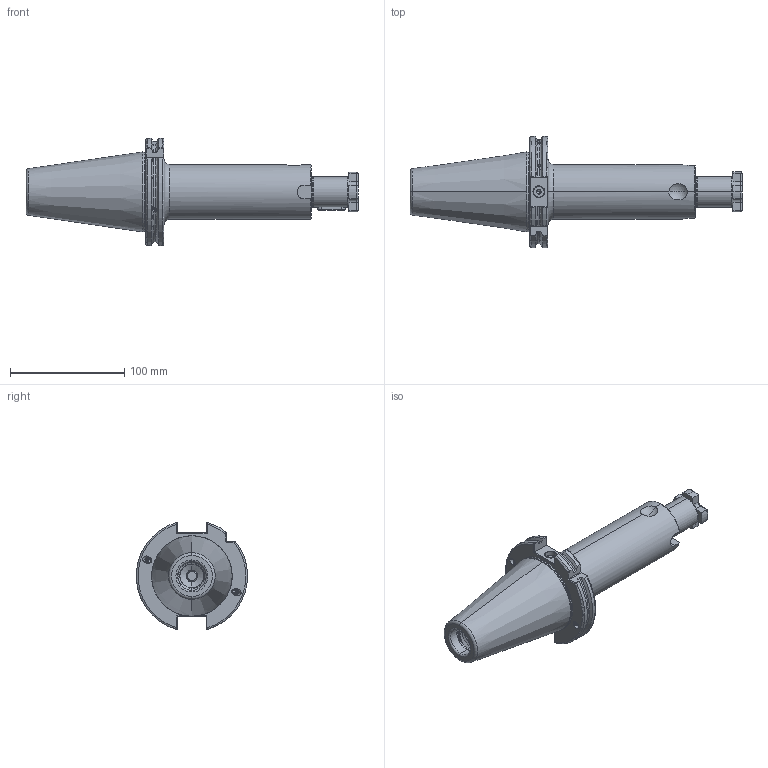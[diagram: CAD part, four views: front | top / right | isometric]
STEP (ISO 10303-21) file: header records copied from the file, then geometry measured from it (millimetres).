
FILE_DESCRIPTION (( 'STEP AP203' ), '1' );
FILE_NAME ('503.10.27.2.STEP', '2016-07-23T00:22:39', ( '' ), ( '' ), 'SwSTEP 2.0', 'SolidWorks 2012', '' );
FILE_SCHEMA (( 'CONFIG_CONTROL_DESIGN' ));
Length unit declared in the file: millimetre
Products named in the file (4): 503.10.27.2; 十字螺絲FMB27; SC27用鍵_7x7x25L
Assembly tree (3 placements, depth 2):
  503.10.27.2
    503.10.27.2
    SC27用鍵_7x7x25L
    十字螺絲FMB27
Bounding box: 290.75 x 97.32 x 93.81 mm (x, y, z)
Volume: 531795.3 mm3; surface area: 83258.9 mm2
Topology: 3 solids, 3 shells, 414 faces, 1110 edges, 692 vertices
Faces by surface type: cylinder 197, plane 83, torus 51, cone 49, bspline 32, sphere 2
Entity records: 30704 total; most frequent: CARTESIAN_POINT 21068, ORIENTED_EDGE 2192, DIRECTION 1669, EDGE_CURVE 1096, VERTEX_POINT 692, AXIS2_PLACEMENT_3D 643, EDGE_LOOP 430, FACE_OUTER_BOUND 414
